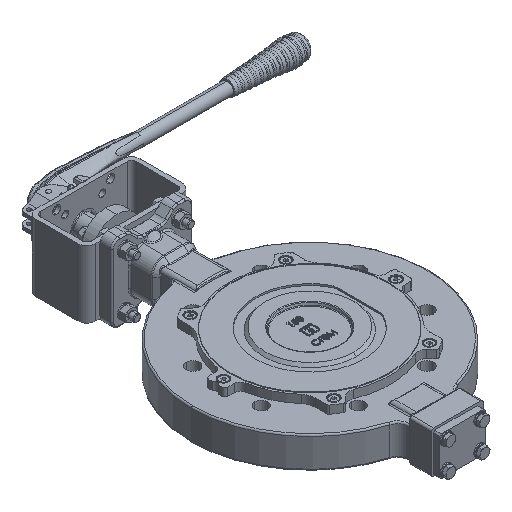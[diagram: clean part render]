
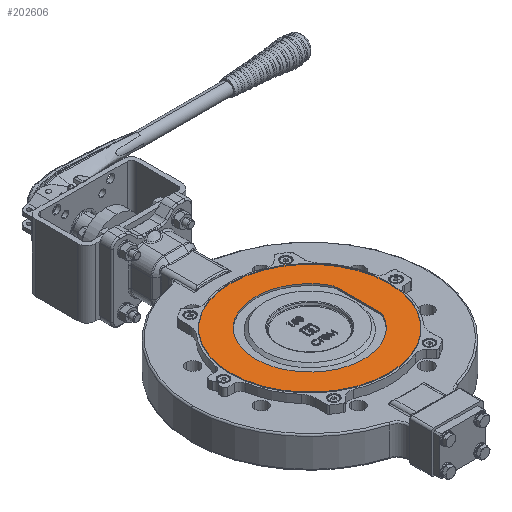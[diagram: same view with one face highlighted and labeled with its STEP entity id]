
A CAD part, isometric view. The second image highlights one B-rep face of the part: STEP entity #202606.
In plain terms, the highlighted planar face has unit normal (0, 0, 1).
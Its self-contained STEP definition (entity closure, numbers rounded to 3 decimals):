
#525 = DIRECTION ( 'NONE',  ( -1., 0., 0. ) ) ;
#2666 = VERTEX_POINT ( 'NONE', #192090 ) ;
#3099 = CARTESIAN_POINT ( 'NONE',  ( 0., 0., 30.7 ) ) ;
#6913 = CARTESIAN_POINT ( 'NONE',  ( 0., 60.369, 30.7 ) ) ;
#7741 = ORIENTED_EDGE ( 'NONE', *, *, #211446, .T. ) ;
#8932 = DIRECTION ( 'NONE',  ( 0., 0., -1. ) ) ;
#9316 = EDGE_LOOP ( 'NONE', ( #144987, #159885 ) ) ;
#11565 = AXIS2_PLACEMENT_3D ( 'NONE', #185760, #83749, #202826 ) ;
#11792 = DIRECTION ( 'NONE',  ( 1., 0., 0. ) ) ;
#19276 = CARTESIAN_POINT ( 'NONE',  ( 55., 29.686, 30.7 ) ) ;
#20216 = DIRECTION ( 'NONE',  ( -1., 0., 0. ) ) ;
#22341 = CARTESIAN_POINT ( 'NONE',  ( 65., 29.686, 30.7 ) ) ;
#23929 = DIRECTION ( 'NONE',  ( -1., 0., 0. ) ) ;
#36361 = DIRECTION ( 'NONE',  ( -1., 0., 0. ) ) ;
#39460 = DIRECTION ( 'NONE',  ( 0., -1., 0. ) ) ;
#42629 = CARTESIAN_POINT ( 'NONE',  ( 65., -29.686, 30.7 ) ) ;
#44609 = VERTEX_POINT ( 'NONE', #94495 ) ;
#47261 = EDGE_CURVE ( 'NONE', #150256, #2666, #190887, .T. ) ;
#55762 = VECTOR ( 'NONE', #39460, 1000. ) ;
#73500 = CIRCLE ( 'NONE', #119531, 105.5 ) ;
#74436 = VERTEX_POINT ( 'NONE', #42629 ) ;
#83749 = DIRECTION ( 'NONE',  ( 0., 0., 1. ) ) ;
#94495 = CARTESIAN_POINT ( 'NONE',  ( -72.5, 0., 30.7 ) ) ;
#97995 = ORIENTED_EDGE ( 'NONE', *, *, #132262, .T. ) ;
#99254 = ORIENTED_EDGE ( 'NONE', *, *, #146305, .T. ) ;
#99572 = CARTESIAN_POINT ( 'NONE',  ( 63.8, 34.436, 30.7 ) ) ;
#101033 = LINE ( 'NONE', #22341, #55762 ) ;
#102423 = DIRECTION ( 'NONE',  ( 0., 0., -1. ) ) ;
#104228 = EDGE_CURVE ( 'NONE', #107110, #44609, #206638, .T. ) ;
#107110 = VERTEX_POINT ( 'NONE', #108619 ) ;
#108619 = CARTESIAN_POINT ( 'NONE',  ( 63.8, -34.436, 30.7 ) ) ;
#110768 = CARTESIAN_POINT ( 'NONE',  ( 0., 0., 30.7 ) ) ;
#113623 = DIRECTION ( 'NONE',  ( 0., 0., 1. ) ) ;
#119394 = AXIS2_PLACEMENT_3D ( 'NONE', #6913, #125902, #23929 ) ;
#119531 = AXIS2_PLACEMENT_3D ( 'NONE', #215677, #113623, #11792 ) ;
#122107 = DIRECTION ( 'NONE',  ( 0., 0., -1. ) ) ;
#123728 = AXIS2_PLACEMENT_3D ( 'NONE', #3099, #122107, #20216 ) ;
#125902 = DIRECTION ( 'NONE',  ( 0., 0., -1. ) ) ;
#127908 = DIRECTION ( 'NONE',  ( -1., 0., 0. ) ) ;
#128265 = EDGE_LOOP ( 'NONE', ( #99254, #132621, #7741, #201138, #97995 ) ) ;
#132262 = EDGE_CURVE ( 'NONE', #44609, #147465, #138226, .T. ) ;
#132621 = ORIENTED_EDGE ( 'NONE', *, *, #150634, .T. ) ;
#138226 = CIRCLE ( 'NONE', #123728, 72.5 ) ;
#138293 = DIRECTION ( 'NONE',  ( 0., 0., -1. ) ) ;
#142330 = PLANE ( 'NONE',  #119394 ) ;
#144987 = ORIENTED_EDGE ( 'NONE', *, *, #185802, .T. ) ;
#145411 = CARTESIAN_POINT ( 'NONE',  ( 65., 29.686, 30.7 ) ) ;
#146305 = EDGE_CURVE ( 'NONE', #147465, #146792, #191624, .T. ) ;
#146792 = VERTEX_POINT ( 'NONE', #145411 ) ;
#147465 = VERTEX_POINT ( 'NONE', #99572 ) ;
#149768 = CIRCLE ( 'NONE', #174278, 10. ) ;
#150256 = VERTEX_POINT ( 'NONE', #162042 ) ;
#150634 = EDGE_CURVE ( 'NONE', #146792, #74436, #101033, .T. ) ;
#158993 = AXIS2_PLACEMENT_3D ( 'NONE', #19276, #138293, #36361 ) ;
#159885 = ORIENTED_EDGE ( 'NONE', *, *, #47261, .T. ) ;
#162042 = CARTESIAN_POINT ( 'NONE',  ( -105.5, 0., 30.7 ) ) ;
#170078 = FACE_OUTER_BOUND ( 'NONE', #9316, .T. ) ;
#174278 = AXIS2_PLACEMENT_3D ( 'NONE', #204399, #102423, #525 ) ;
#175437 = FACE_BOUND ( 'NONE', #128265, .T. ) ;
#185760 = CARTESIAN_POINT ( 'NONE',  ( 0., 0., 30.7 ) ) ;
#185802 = EDGE_CURVE ( 'NONE', #2666, #150256, #73500, .T. ) ;
#186189 = AXIS2_PLACEMENT_3D ( 'NONE', #110768, #8932, #127908 ) ;
#190887 = CIRCLE ( 'NONE', #11565, 105.5 ) ;
#191624 = CIRCLE ( 'NONE', #158993, 10. ) ;
#192090 = CARTESIAN_POINT ( 'NONE',  ( 105.5, 0., 30.7 ) ) ;
#201138 = ORIENTED_EDGE ( 'NONE', *, *, #104228, .T. ) ;
#202606 = ADVANCED_FACE ( 'NONE', ( #175437, #170078 ), #142330, .F. ) ;
#202826 = DIRECTION ( 'NONE',  ( 1., 0., 0. ) ) ;
#204399 = CARTESIAN_POINT ( 'NONE',  ( 55., -29.686, 30.7 ) ) ;
#206638 = CIRCLE ( 'NONE', #186189, 72.5 ) ;
#211446 = EDGE_CURVE ( 'NONE', #74436, #107110, #149768, .T. ) ;
#215677 = CARTESIAN_POINT ( 'NONE',  ( 0., 0., 30.7 ) ) ;
